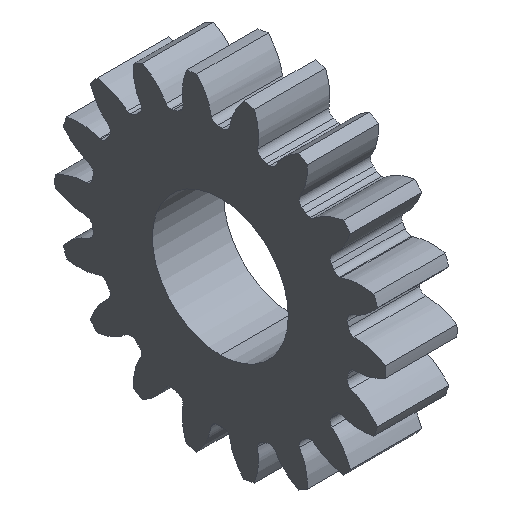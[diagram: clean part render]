
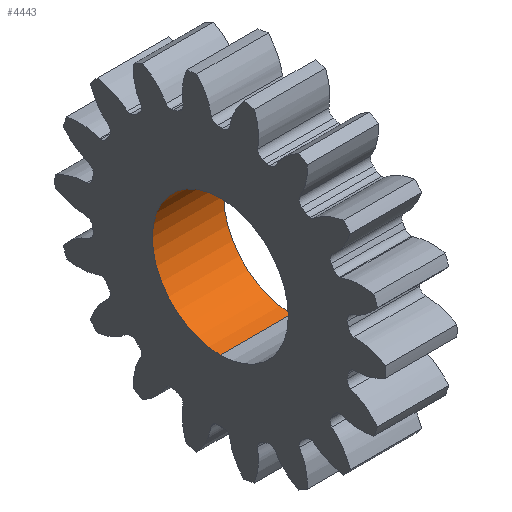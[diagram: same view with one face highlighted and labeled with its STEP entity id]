
A CAD part, isometric view. The second image highlights one B-rep face of the part: STEP entity #4443.
In plain terms, the highlighted cylindrical face has radius 4.1 mm (diameter 8.2 mm), a partial arc.
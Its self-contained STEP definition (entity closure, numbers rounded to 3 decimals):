
#62 = VECTOR ( 'NONE', #1290, 1000. ) ;
#176 = CARTESIAN_POINT ( 'NONE',  ( 3.3, 0., 0. ) ) ;
#707 = CARTESIAN_POINT ( 'NONE',  ( -1., 0., 4.1 ) ) ;
#787 = AXIS2_PLACEMENT_3D ( 'NONE', #1740, #4715, #4400 ) ;
#811 = LINE ( 'NONE', #3053, #3041 ) ;
#916 = LINE ( 'NONE', #4203, #62 ) ;
#1096 = CARTESIAN_POINT ( 'NONE',  ( 3.3, 0., -4.1 ) ) ;
#1226 = ORIENTED_EDGE ( 'NONE', *, *, #2388, .T. ) ;
#1238 = VERTEX_POINT ( 'NONE', #707 ) ;
#1290 = DIRECTION ( 'NONE',  ( -1., 0., 0. ) ) ;
#1395 = DIRECTION ( 'NONE',  ( 0., 0., 1. ) ) ;
#1591 = CIRCLE ( 'NONE', #3225, 4.1 ) ;
#1615 = VERTEX_POINT ( 'NONE', #3347 ) ;
#1740 = CARTESIAN_POINT ( 'NONE',  ( 3.3, 0., 0. ) ) ;
#1748 = VERTEX_POINT ( 'NONE', #2724 ) ;
#1980 = DIRECTION ( 'NONE',  ( 0., 0., 1. ) ) ;
#2146 = ORIENTED_EDGE ( 'NONE', *, *, #4717, .T. ) ;
#2371 = CARTESIAN_POINT ( 'NONE',  ( -1., 0., 0. ) ) ;
#2388 = EDGE_CURVE ( 'NONE', #1238, #1615, #3626, .T. ) ;
#2474 = CYLINDRICAL_SURFACE ( 'NONE', #787, 4.1 ) ;
#2606 = EDGE_CURVE ( 'NONE', #1748, #2663, #1591, .T. ) ;
#2625 = EDGE_LOOP ( 'NONE', ( #3925, #4120, #2146, #1226 ) ) ;
#2663 = VERTEX_POINT ( 'NONE', #1096 ) ;
#2724 = CARTESIAN_POINT ( 'NONE',  ( 3.3, 0., 4.1 ) ) ;
#2758 = DIRECTION ( 'NONE',  ( -1., 0., 0. ) ) ;
#2809 = FACE_OUTER_BOUND ( 'NONE', #2625, .T. ) ;
#3041 = VECTOR ( 'NONE', #4546, 1000. ) ;
#3053 = CARTESIAN_POINT ( 'NONE',  ( 3.3, 0., -4.1 ) ) ;
#3225 = AXIS2_PLACEMENT_3D ( 'NONE', #176, #3624, #1395 ) ;
#3347 = CARTESIAN_POINT ( 'NONE',  ( -1., 0., -4.1 ) ) ;
#3624 = DIRECTION ( 'NONE',  ( -1., 0., 0. ) ) ;
#3626 = CIRCLE ( 'NONE', #4551, 4.1 ) ;
#3925 = ORIENTED_EDGE ( 'NONE', *, *, #4214, .F. ) ;
#4120 = ORIENTED_EDGE ( 'NONE', *, *, #2606, .F. ) ;
#4203 = CARTESIAN_POINT ( 'NONE',  ( 3.3, 0., 4.1 ) ) ;
#4214 = EDGE_CURVE ( 'NONE', #2663, #1615, #811, .T. ) ;
#4400 = DIRECTION ( 'NONE',  ( 0., 0., 1. ) ) ;
#4443 = ADVANCED_FACE ( 'NONE', ( #2809 ), #2474, .F. ) ;
#4546 = DIRECTION ( 'NONE',  ( -1., 0., 0. ) ) ;
#4551 = AXIS2_PLACEMENT_3D ( 'NONE', #2371, #2758, #1980 ) ;
#4715 = DIRECTION ( 'NONE',  ( -1., 0., 0. ) ) ;
#4717 = EDGE_CURVE ( 'NONE', #1748, #1238, #916, .T. ) ;
